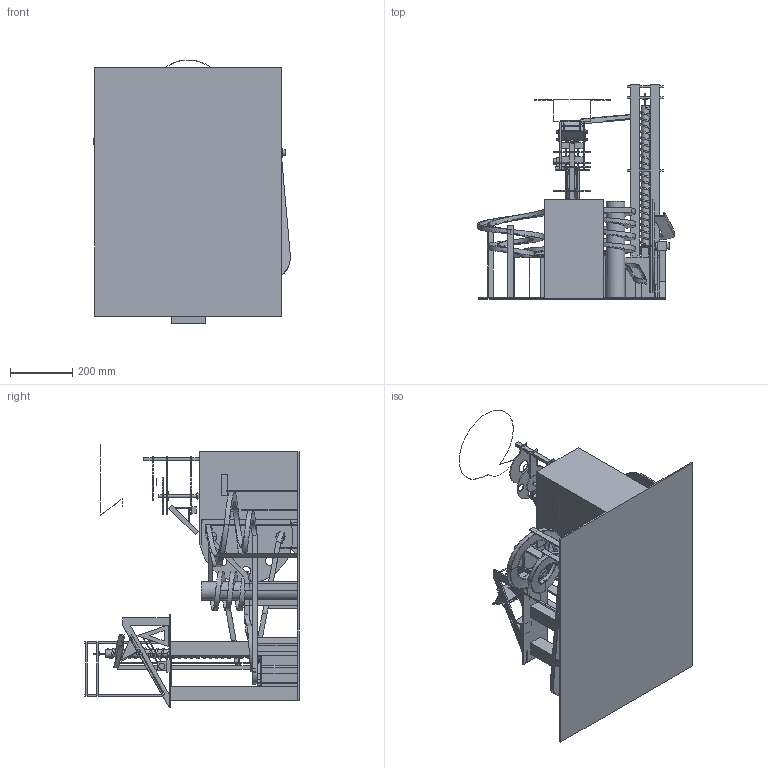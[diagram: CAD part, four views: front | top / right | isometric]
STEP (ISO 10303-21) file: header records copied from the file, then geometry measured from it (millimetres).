
FILE_DESCRIPTION(/* description */ (''),/* implementation_level */ '2;1');
FILE_NAME(/* name */ 'important.stp',/* time_stamp */ '2021-02-17T15:37:27+02:00',/* author */ ('Mostafa ELFEEL'),/* organization */ (''),/* preprocessor_version */ 'ST-DEVELOPER v18',/* originating_system */ 'Autodesk Inventor 2020',/* authorisation */ '');
FILE_SCHEMA (('AUTOMOTIVE_DESIGN { 1 0 10303 214 3 1 1 }'));
Length unit declared in the file: millimetre
Products named in the file (1): important
Bounding box: 632.58 x 689 x 849.23 mm (x, y, z)
Volume: 12452793.3 mm3; surface area: 3706983 mm2
Topology: 6 solids, 7 shells, 898 faces, 2482 edges, 1611 vertices
Faces by surface type: plane 650, cylinder 191, bspline 53, cone 4
Full cylindrical faces by diameter (mm): 3 x14, 5 x2, 10 x5, 14 x4, 15 x3, 20 x5, 25 x27, 30 x11, 40 x2, 59 x1, 60 x4, 120 x3, 126 x2, 300 x1
Entity records: 35683 total; most frequent: CARTESIAN_POINT 12675, ORIENTED_EDGE 4956, DIRECTION 4372, EDGE_CURVE 2478, LINE 1958, VECTOR 1958, VERTEX_POINT 1613, AXIS2_PLACEMENT_3D 1207
